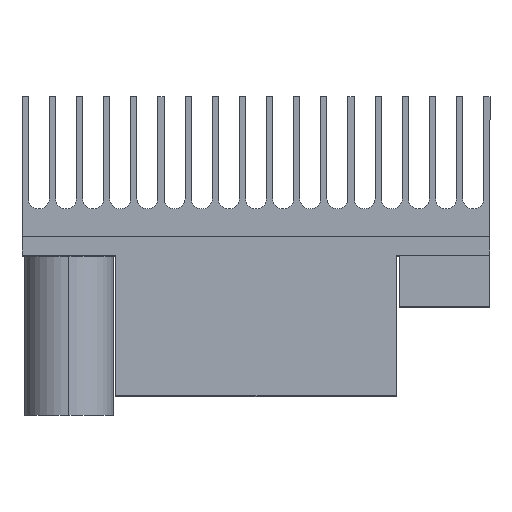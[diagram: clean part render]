
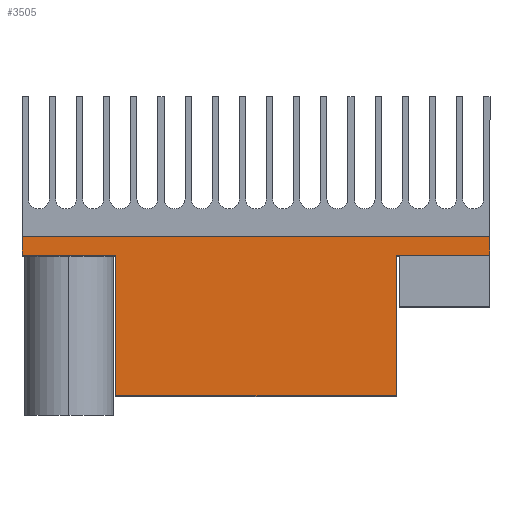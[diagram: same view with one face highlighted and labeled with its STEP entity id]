
A CAD part, top view. The second image highlights one B-rep face of the part: STEP entity #3505.
In plain terms, the highlighted planar face has unit normal (0, 0, 1).
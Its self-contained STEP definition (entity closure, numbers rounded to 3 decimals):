
#47 = DIRECTION ( 'NONE',  ( 0., 0., -1. ) ) ;
#71 = EDGE_CURVE ( 'NONE', #155, #4283, #633, .T. ) ;
#82 = EDGE_CURVE ( 'NONE', #3432, #2566, #1684, .T. ) ;
#97 = DIRECTION ( 'NONE',  ( 0., -1., 0. ) ) ;
#100 = LINE ( 'NONE', #2197, #455 ) ;
#155 = VERTEX_POINT ( 'NONE', #5042 ) ;
#455 = VECTOR ( 'NONE', #3839, 1000. ) ;
#465 = CARTESIAN_POINT ( 'NONE',  ( 25., 0., 37.5 ) ) ;
#633 = LINE ( 'NONE', #1469, #5041 ) ;
#638 = DIRECTION ( 'NONE',  ( 1., 0., 0. ) ) ;
#764 = VECTOR ( 'NONE', #4537, 1000. ) ;
#790 = DIRECTION ( 'NONE',  ( 1., 0., 0. ) ) ;
#884 = FACE_OUTER_BOUND ( 'NONE', #4521, .T. ) ;
#1021 = LINE ( 'NONE', #1361, #764 ) ;
#1084 = EDGE_CURVE ( 'NONE', #3432, #4302, #2715, .T. ) ;
#1134 = CARTESIAN_POINT ( 'NONE',  ( -25., 2., 37.5 ) ) ;
#1165 = CARTESIAN_POINT ( 'NONE',  ( -15., 0., 37.5 ) ) ;
#1319 = LINE ( 'NONE', #3377, #1503 ) ;
#1361 = CARTESIAN_POINT ( 'NONE',  ( -15., -15., 37.5 ) ) ;
#1431 = CARTESIAN_POINT ( 'NONE',  ( -15., -15., 37.5 ) ) ;
#1469 = CARTESIAN_POINT ( 'NONE',  ( 15., -15., 37.5 ) ) ;
#1503 = VECTOR ( 'NONE', #638, 1000. ) ;
#1535 = DIRECTION ( 'NONE',  ( 0., 1., 0. ) ) ;
#1684 = LINE ( 'NONE', #1134, #2285 ) ;
#1745 = CARTESIAN_POINT ( 'NONE',  ( -25., 0., 37.5 ) ) ;
#1752 = ORIENTED_EDGE ( 'NONE', *, *, #3023, .T. ) ;
#2080 = EDGE_CURVE ( 'NONE', #2566, #4644, #3965, .T. ) ;
#2113 = EDGE_CURVE ( 'NONE', #4341, #2180, #100, .T. ) ;
#2180 = VERTEX_POINT ( 'NONE', #1165 ) ;
#2197 = CARTESIAN_POINT ( 'NONE',  ( -15., -15., 37.5 ) ) ;
#2285 = VECTOR ( 'NONE', #790, 1000. ) ;
#2375 = PLANE ( 'NONE',  #3739 ) ;
#2410 = CARTESIAN_POINT ( 'NONE',  ( -25., 2., 37.5 ) ) ;
#2534 = CARTESIAN_POINT ( 'NONE',  ( 25., 2., 37.5 ) ) ;
#2547 = VECTOR ( 'NONE', #3428, 1000. ) ;
#2566 = VERTEX_POINT ( 'NONE', #2534 ) ;
#2568 = CARTESIAN_POINT ( 'NONE',  ( -25., 0., 37.5 ) ) ;
#2662 = ORIENTED_EDGE ( 'NONE', *, *, #4425, .T. ) ;
#2715 = LINE ( 'NONE', #4324, #3650 ) ;
#2740 = ORIENTED_EDGE ( 'NONE', *, *, #2080, .F. ) ;
#2758 = EDGE_CURVE ( 'NONE', #155, #4341, #1021, .T. ) ;
#3023 = EDGE_CURVE ( 'NONE', #4302, #2180, #1319, .T. ) ;
#3172 = ORIENTED_EDGE ( 'NONE', *, *, #1084, .T. ) ;
#3377 = CARTESIAN_POINT ( 'NONE',  ( -25., 0., 37.5 ) ) ;
#3428 = DIRECTION ( 'NONE',  ( 0., -1., 0. ) ) ;
#3432 = VERTEX_POINT ( 'NONE', #2410 ) ;
#3505 = ADVANCED_FACE ( 'NONE', ( #884 ), #2375, .F. ) ;
#3650 = VECTOR ( 'NONE', #97, 1000. ) ;
#3712 = CARTESIAN_POINT ( 'NONE',  ( 15., 0., 37.5 ) ) ;
#3739 = AXIS2_PLACEMENT_3D ( 'NONE', #4713, #47, #4368 ) ;
#3817 = CARTESIAN_POINT ( 'NONE',  ( 25., 2., 37.5 ) ) ;
#3827 = LINE ( 'NONE', #2568, #3940 ) ;
#3839 = DIRECTION ( 'NONE',  ( 0., 1., 0. ) ) ;
#3940 = VECTOR ( 'NONE', #4167, 1000. ) ;
#3965 = LINE ( 'NONE', #3817, #2547 ) ;
#4167 = DIRECTION ( 'NONE',  ( 1., 0., 0. ) ) ;
#4283 = VERTEX_POINT ( 'NONE', #3712 ) ;
#4302 = VERTEX_POINT ( 'NONE', #1745 ) ;
#4324 = CARTESIAN_POINT ( 'NONE',  ( -25., 2., 37.5 ) ) ;
#4341 = VERTEX_POINT ( 'NONE', #1431 ) ;
#4368 = DIRECTION ( 'NONE',  ( -1., 0., 0. ) ) ;
#4403 = ORIENTED_EDGE ( 'NONE', *, *, #2758, .F. ) ;
#4425 = EDGE_CURVE ( 'NONE', #4283, #4644, #3827, .T. ) ;
#4521 = EDGE_LOOP ( 'NONE', ( #1752, #4989, #4403, #4622, #2662, #2740, #4810, #3172 ) ) ;
#4537 = DIRECTION ( 'NONE',  ( -1., 0., 0. ) ) ;
#4622 = ORIENTED_EDGE ( 'NONE', *, *, #71, .T. ) ;
#4644 = VERTEX_POINT ( 'NONE', #465 ) ;
#4713 = CARTESIAN_POINT ( 'NONE',  ( -25., 2., 37.5 ) ) ;
#4810 = ORIENTED_EDGE ( 'NONE', *, *, #82, .F. ) ;
#4989 = ORIENTED_EDGE ( 'NONE', *, *, #2113, .F. ) ;
#5041 = VECTOR ( 'NONE', #1535, 1000. ) ;
#5042 = CARTESIAN_POINT ( 'NONE',  ( 15., -15., 37.5 ) ) ;
